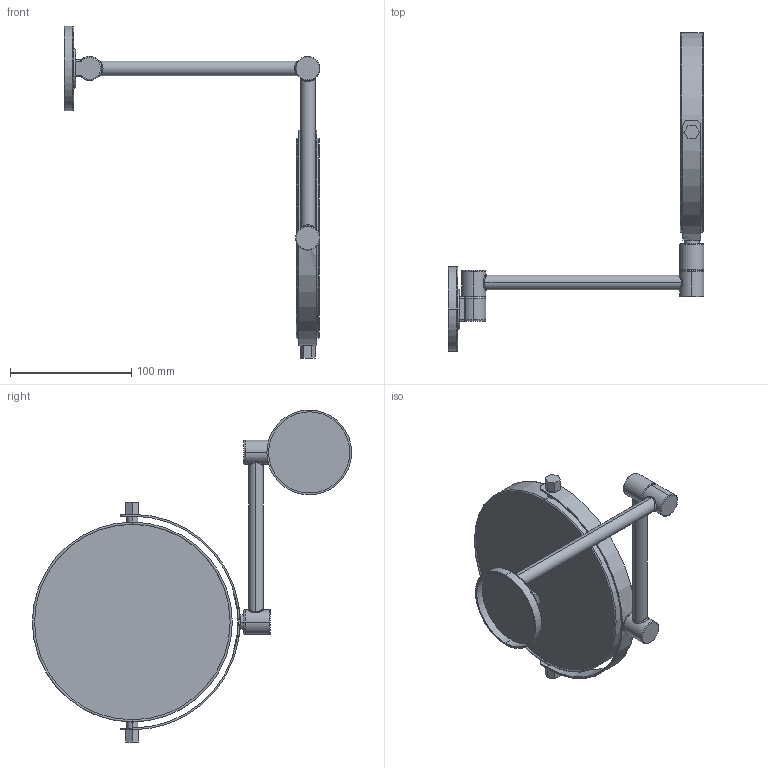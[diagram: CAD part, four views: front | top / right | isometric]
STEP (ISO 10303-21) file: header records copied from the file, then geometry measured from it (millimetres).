
FILE_DESCRIPTION (( 'STEP AP203' ), '1' );
FILE_NAME ('18412.STEP', '2013-06-23T15:00:41', ( '' ), ( '' ), 'SwSTEP 2.0', 'SolidWorks 2012', '' );
FILE_SCHEMA (( 'CONFIG_CONTROL_DESIGN' ));
Length unit declared in the file: millimetre
Products named in the file (7): 6; 18412; 3; 2; 4; 5; 1
Assembly tree (6 placements, depth 2):
  18412
    1
    2
    3
    4
    5
    6
Bounding box: 211.14 x 263.5 x 274 mm (x, y, z)
Volume: 450175.9 mm3; surface area: 95055.2 mm2
Topology: 6 solids, 6 shells, 140 faces, 300 edges, 174 vertices
Faces by surface type: plane 49, cylinder 45, torus 30, bspline 12, sphere 4
Entity records: 6737 total; most frequent: CARTESIAN_POINT 3041, DIRECTION 664, ORIENTED_EDGE 584, EDGE_CURVE 292, AXIS2_PLACEMENT_3D 275, VERTEX_POINT 174, EDGE_LOOP 150, FACE_OUTER_BOUND 140
